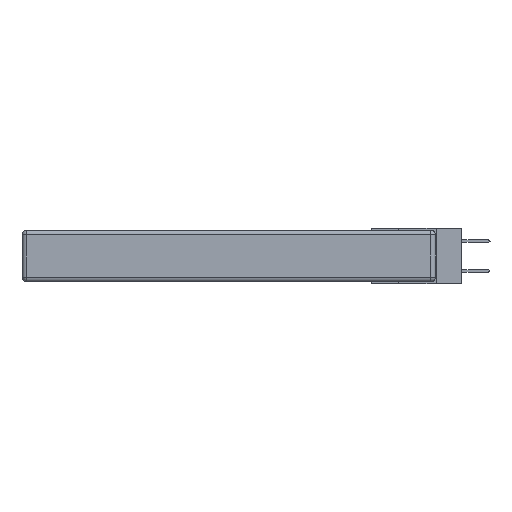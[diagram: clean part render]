
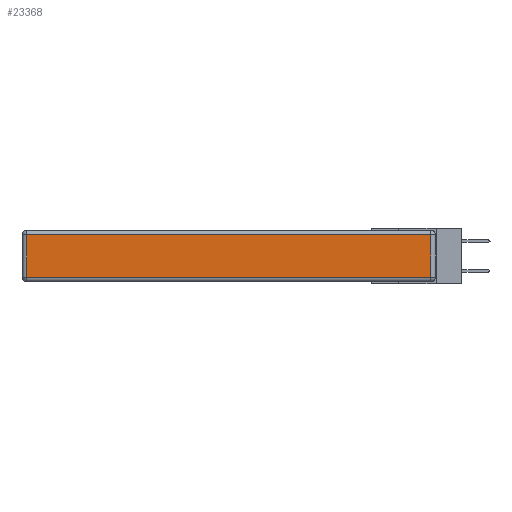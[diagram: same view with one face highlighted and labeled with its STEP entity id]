
A CAD part, left-side view. The second image highlights one B-rep face of the part: STEP entity #23368.
In plain terms, the highlighted planar face has unit normal (-1, 0, 0).
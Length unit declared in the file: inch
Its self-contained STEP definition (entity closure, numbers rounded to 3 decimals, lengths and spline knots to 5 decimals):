
#341 = VERTEX_POINT ( 'NONE', #15289 ) ;
#1860 = DIRECTION ( 'NONE',  ( 0., -1., 0. ) ) ;
#2566 = VECTOR ( 'NONE', #2741, 39.37008 ) ;
#2741 = DIRECTION ( 'NONE',  ( 0., 0., -1. ) ) ;
#2828 = EDGE_CURVE ( 'NONE', #17631, #341, #5517, .T. ) ;
#5517 = LINE ( 'NONE', #6172, #24491 ) ;
#6046 = VERTEX_POINT ( 'NONE', #12491 ) ;
#6172 = CARTESIAN_POINT ( 'NONE',  ( 0., 0., -0.313 ) ) ;
#6346 = AXIS2_PLACEMENT_3D ( 'NONE', #19121, #25125, #16872 ) ;
#6772 = VECTOR ( 'NONE', #26701, 39.37008 ) ;
#7589 = ORIENTED_EDGE ( 'NONE', *, *, #23438, .T. ) ;
#9263 = CARTESIAN_POINT ( 'NONE',  ( 0., 2.72, -0.343 ) ) ;
#9271 = VECTOR ( 'NONE', #20556, 39.37008 ) ;
#10763 = EDGE_CURVE ( 'NONE', #341, #20232, #20044, .T. ) ;
#11787 = FACE_OUTER_BOUND ( 'NONE', #23750, .T. ) ;
#12491 = CARTESIAN_POINT ( 'NONE',  ( 0., 2.72, -0.03 ) ) ;
#14488 = ORIENTED_EDGE ( 'NONE', *, *, #10763, .T. ) ;
#15289 = CARTESIAN_POINT ( 'NONE',  ( 0., 0.03, -0.313 ) ) ;
#16640 = LINE ( 'NONE', #22336, #6772 ) ;
#16872 = DIRECTION ( 'NONE',  ( 0., 0., 1. ) ) ;
#16915 = EDGE_CURVE ( 'NONE', #20232, #6046, #16640, .T. ) ;
#17089 = ORIENTED_EDGE ( 'NONE', *, *, #2828, .T. ) ;
#17631 = VERTEX_POINT ( 'NONE', #22704 ) ;
#18872 = PLANE ( 'NONE',  #6346 ) ;
#19121 = CARTESIAN_POINT ( 'NONE',  ( 0., 0., -0.343 ) ) ;
#20044 = LINE ( 'NONE', #22762, #9271 ) ;
#20232 = VERTEX_POINT ( 'NONE', #24690 ) ;
#20556 = DIRECTION ( 'NONE',  ( 0., 0., 1. ) ) ;
#22336 = CARTESIAN_POINT ( 'NONE',  ( 0., 2.75, -0.03 ) ) ;
#22704 = CARTESIAN_POINT ( 'NONE',  ( 0., 2.72, -0.313 ) ) ;
#22762 = CARTESIAN_POINT ( 'NONE',  ( 0., 0.03, -0.343 ) ) ;
#22811 = ORIENTED_EDGE ( 'NONE', *, *, #16915, .T. ) ;
#23368 = ADVANCED_FACE ( 'NONE', ( #11787 ), #18872, .T. ) ;
#23438 = EDGE_CURVE ( 'NONE', #6046, #17631, #24881, .T. ) ;
#23750 = EDGE_LOOP ( 'NONE', ( #17089, #14488, #22811, #7589 ) ) ;
#24491 = VECTOR ( 'NONE', #1860, 39.37008 ) ;
#24690 = CARTESIAN_POINT ( 'NONE',  ( 0., 0.03, -0.03 ) ) ;
#24881 = LINE ( 'NONE', #9263, #2566 ) ;
#25125 = DIRECTION ( 'NONE',  ( -1., 0., 0. ) ) ;
#26701 = DIRECTION ( 'NONE',  ( 0., 1., 0. ) ) ;
